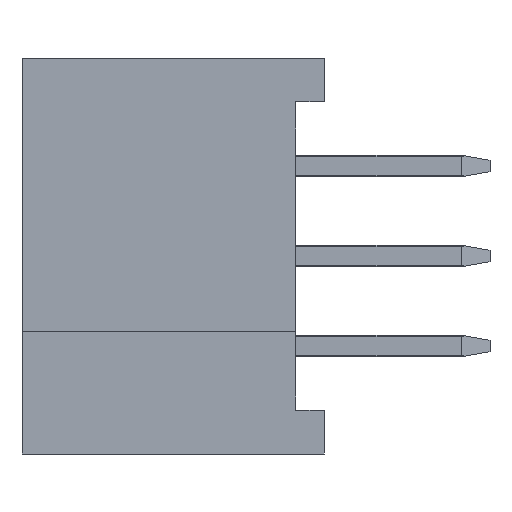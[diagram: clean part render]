
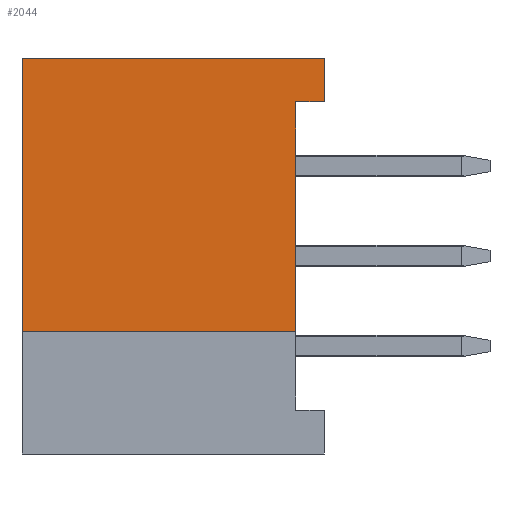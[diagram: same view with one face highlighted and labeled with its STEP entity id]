
A CAD part, front view. The second image highlights one B-rep face of the part: STEP entity #2044.
In plain terms, the highlighted planar face has unit normal (0, -1, 0).
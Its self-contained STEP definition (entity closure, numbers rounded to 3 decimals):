
#178=FACE_OUTER_BOUND('',#290,.T.);
#290=EDGE_LOOP('',(#1797,#1798,#1799,#1800,#1801,#1802));
#486=LINE('',#3217,#736);
#491=LINE('',#3228,#741);
#524=LINE('',#3295,#774);
#536=LINE('',#3318,#786);
#542=LINE('',#3328,#792);
#543=LINE('',#3330,#793);
#736=VECTOR('',#2650,1000.);
#741=VECTOR('',#2657,10.);
#774=VECTOR('',#2708,1000.);
#786=VECTOR('',#2728,1000.);
#792=VECTOR('',#2738,1000.);
#793=VECTOR('',#2741,1000.);
#944=VERTEX_POINT('',#3214);
#945=VERTEX_POINT('',#3216);
#948=VERTEX_POINT('',#3224);
#950=VERTEX_POINT('',#3227);
#974=VERTEX_POINT('',#3292);
#975=VERTEX_POINT('',#3294);
#1208=EDGE_CURVE('',#945,#944,#486,.T.);
#1213=EDGE_CURVE('',#950,#948,#491,.T.);
#1246=EDGE_CURVE('',#975,#974,#524,.T.);
#1258=EDGE_CURVE('',#945,#974,#536,.T.);
#1264=EDGE_CURVE('',#948,#975,#542,.T.);
#1265=EDGE_CURVE('',#944,#950,#543,.T.);
#1797=ORIENTED_EDGE('',*,*,#1213,.T.);
#1798=ORIENTED_EDGE('',*,*,#1264,.T.);
#1799=ORIENTED_EDGE('',*,*,#1246,.T.);
#1800=ORIENTED_EDGE('',*,*,#1258,.F.);
#1801=ORIENTED_EDGE('',*,*,#1208,.T.);
#1802=ORIENTED_EDGE('',*,*,#1265,.T.);
#1934=PLANE('',#2208);
#2044=ADVANCED_FACE('',(#178),#1934,.T.);
#2208=AXIS2_PLACEMENT_3D('',#3329,#2739,#2740);
#2650=DIRECTION('',(-1.,0.,0.));
#2657=DIRECTION('',(1.,0.,0.));
#2708=DIRECTION('',(1.,0.,0.));
#2728=DIRECTION('',(0.,0.,-1.));
#2738=DIRECTION('',(0.,0.,1.));
#2739=DIRECTION('center_axis',(0.,-1.,0.));
#2740=DIRECTION('ref_axis',(0.,0.,-1.));
#2741=DIRECTION('',(0.,0.,-1.));
#3214=CARTESIAN_POINT('',(0.,0.,0.));
#3216=CARTESIAN_POINT('',(4.2,0.,0.));
#3217=CARTESIAN_POINT('',(0.,0.,0.));
#3224=CARTESIAN_POINT('',(3.8,0.,-3.8));
#3227=CARTESIAN_POINT('',(0.,0.,-3.8));
#3228=CARTESIAN_POINT('',(0.,0.,-3.8));
#3292=CARTESIAN_POINT('',(4.2,0.,-0.61));
#3294=CARTESIAN_POINT('',(3.8,0.,-0.61));
#3295=CARTESIAN_POINT('',(4.2,0.,-0.61));
#3318=CARTESIAN_POINT('',(4.2,0.,0.));
#3328=CARTESIAN_POINT('',(3.8,0.,0.));
#3329=CARTESIAN_POINT('Origin',(0.,0.,2.5));
#3330=CARTESIAN_POINT('',(0.,0.,2.5));
